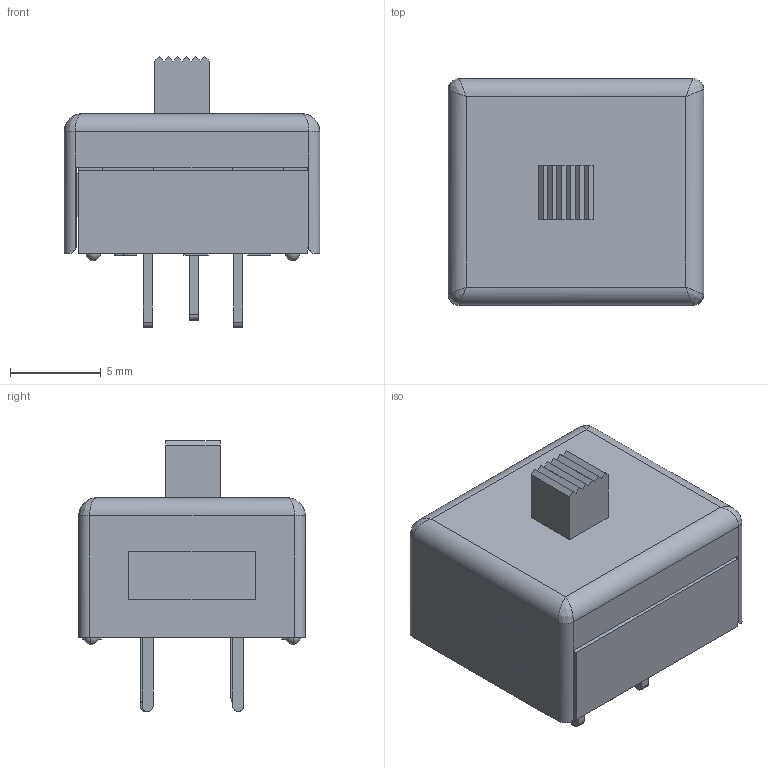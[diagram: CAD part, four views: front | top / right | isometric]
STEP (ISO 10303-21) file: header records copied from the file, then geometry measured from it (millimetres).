
FILE_DESCRIPTION((''),'2;1');
FILE_NAME('25149NAH','2014-12-12T',('brevel'),(''),'PRO/ENGINEER BY PARAMETRIC TECHNOLOGY CORPORATION, 2013410','PRO/ENGINEER BY PARAMETRIC TECHNOLOGY CORPORATION, 2013410','');
FILE_SCHEMA(('CONFIG_CONTROL_DESIGN'));
Length unit declared in the file: millimetre
Products named in the file (1): 25149NAH
Bounding box: 14.1 x 12.5 x 14.94 mm (x, y, z)
Volume: 1243.2 mm3; surface area: 1466.9 mm2
Topology: 1 solids, 1 shells, 356 faces, 1004 edges, 655 vertices
Faces by surface type: plane 308, cylinder 36, sphere 8, bspline 4
Entity records: 11641 total; most frequent: CARTESIAN_POINT 2524, ORIENTED_EDGE 1984, DIRECTION 1694, EDGE_CURVE 992, VECTOR 878, LINE 878, VERTEX_POINT 653, AXIS2_PLACEMENT_3D 408
